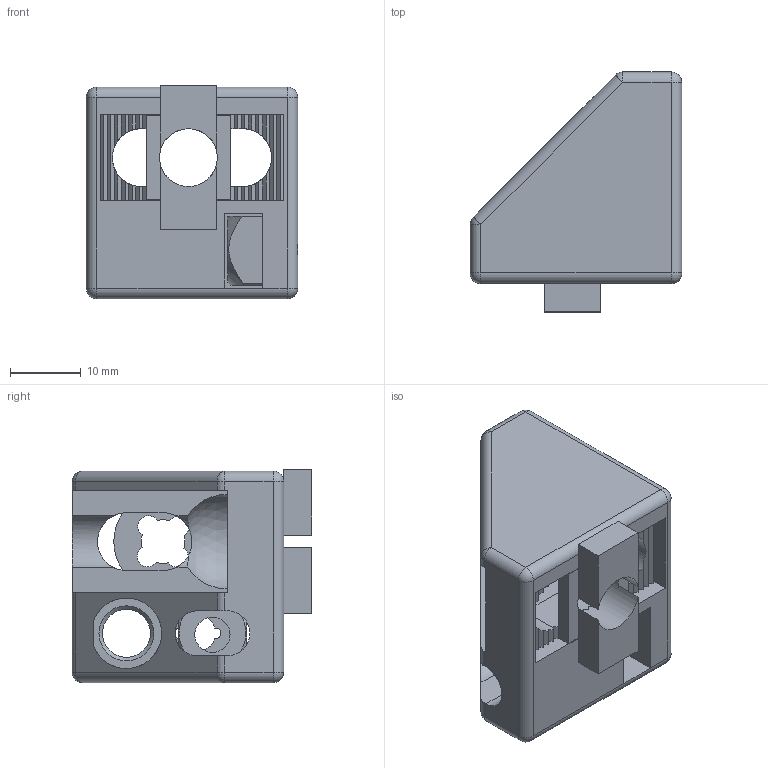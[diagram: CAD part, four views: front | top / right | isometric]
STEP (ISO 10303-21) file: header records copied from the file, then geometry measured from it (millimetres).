
FILE_DESCRIPTION(/* description */ ('STEP AP214'),/* implementation_level */ '2;1');
FILE_NAME(/* name */ '094Z40S0840CS',/* time_stamp */ '2022-07-14T09:46:02+02:00',/* author */ ('License CC BY-ND 4.0'),/* organization */ ('CADENAS'),/* preprocessor_version */ 'ST-DEVELOPER v18.102',/* originating_system */ 'PARTsolutions',/* authorisation */ ' ');
FILE_SCHEMA (('AUTOMOTIVE_DESIGN {1 0 10303 214 3 1 1}'));
Length unit declared in the file: millimetre
Products named in the file (5): 094Z40S0840CS; 094Z40S0840CS4; 094Z40S0840CS3; 094Z40S0840CS2; 094Z40S0840CS1
Assembly tree (4 placements, depth 2):
  094Z40S0840CS
    094Z40S0840CS4
    094Z40S0840CS3
    094Z40S0840CS2
    094Z40S0840CS1
Bounding box: 30 x 34 x 30.25 mm (x, y, z)
Volume: 10990.5 mm3; surface area: 8283.6 mm2
Topology: 4 solids, 4 shells, 651 faces, 1382 edges, 724 vertices
Faces by surface type: plane 576, cylinder 61, sphere 11, cone 3
Full cylindrical faces by diameter (mm): 5 x1, 6.8 x1, 8.2 x1, 12 x1, 14 x1
Entity records: 16708 total; most frequent: DIRECTION 2909, CARTESIAN_POINT 2831, ORIENTED_EDGE 2730, EDGE_CURVE 1365, LINE 1103, VECTOR 1103, AXIS2_PLACEMENT_3D 903, VERTEX_POINT 724
